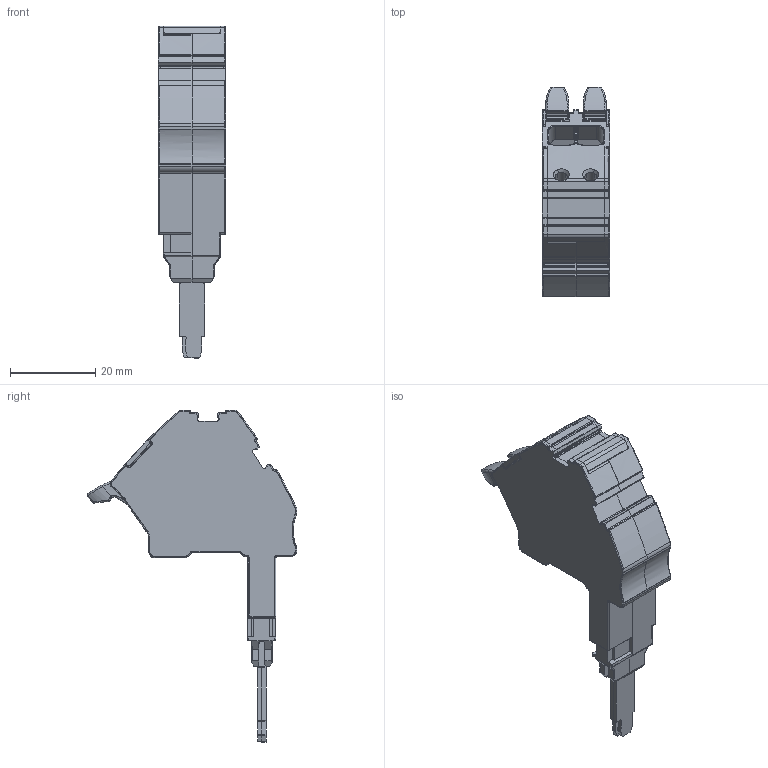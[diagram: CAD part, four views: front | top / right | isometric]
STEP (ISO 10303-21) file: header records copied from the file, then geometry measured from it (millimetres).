
FILE_DESCRIPTION(('CATIA V5R20 STEP214','CAx-IF Rec.Pracs.--- Model Styling and Organization---1.4--- 2014-01-23'),'2;1');
FILE_NAME ('342637-2_1', '2019-01-31T06:53:05+00:00', ('Weidmueller Interface'), ('Weidmueller'), 'CATIA Version 5-6 Release 2016 SP3 HF44', 'CATIA V5 STEP AP214', 'none');
FILE_SCHEMA(('AUTOMOTIVE_DESIGN { 1 0 10303 214 1 1 1 1 }'));
Products named in the file (1): 2583090000_S
Bounding box: 15.9 x 49.31 x 78.03 mm (x, y, z)
Volume: 16451.4 mm3; surface area: 16651.9 mm2
Topology: 10 solids, 13 shells, 1902 faces, 5131 edges, 3231 vertices
Faces by surface type: cylinder 775, plane 678, torus 200, cone 77, bspline 71, extrusion 61, sphere 40
Entity records: 62054 total; most frequent: CARTESIAN_POINT 17513, ORIENTED_EDGE 10194, DIRECTION 7454, EDGE_CURVE 5097, AXIS2_PLACEMENT_3D 3262, VERTEX_POINT 3231, VECTOR 2601, LINE 2540
